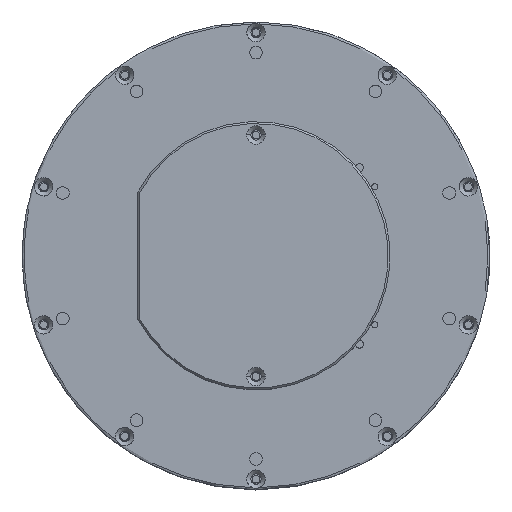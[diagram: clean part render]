
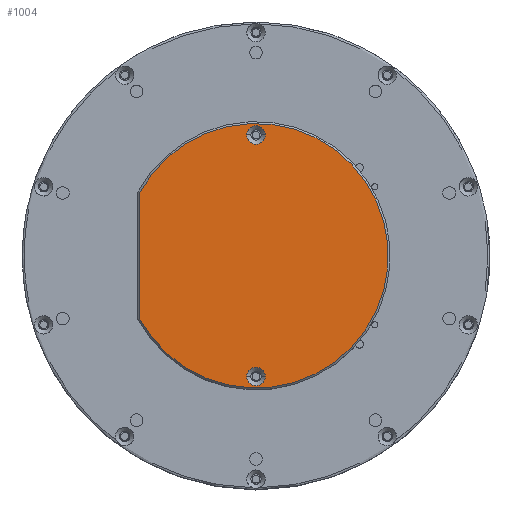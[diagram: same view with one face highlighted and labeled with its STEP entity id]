
A CAD part, top view. The second image highlights one B-rep face of the part: STEP entity #1004.
In plain terms, the highlighted planar face has unit normal (0, 0, 1).
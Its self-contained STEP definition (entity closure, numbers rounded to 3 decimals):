
#440=PLANE('',#6922);
#1004=ADVANCED_FACE('',(#2084,#2085,#2086),#440,.F.);
#1431=LINE('',#11372,#1668);
#1668=VECTOR('',#8822,1.);
#2084=FACE_BOUND('',#2693,.T.);
#2085=FACE_BOUND('',#2694,.T.);
#2086=FACE_BOUND('',#2695,.T.);
#2693=EDGE_LOOP('',(#4207,#4208));
#2694=EDGE_LOOP('',(#4209,#4210));
#2695=EDGE_LOOP('',(#4211,#4212));
#4207=ORIENTED_EDGE('',*,*,#5498,.T.);
#4208=ORIENTED_EDGE('',*,*,#5496,.T.);
#4209=ORIENTED_EDGE('',*,*,#5577,.T.);
#4210=ORIENTED_EDGE('',*,*,#5576,.T.);
#4211=ORIENTED_EDGE('',*,*,#5573,.F.);
#4212=ORIENTED_EDGE('',*,*,#5571,.F.);
#4759=VERTEX_POINT('',#11202);
#4761=VERTEX_POINT('',#11206);
#4810=VERTEX_POINT('',#11355);
#4811=VERTEX_POINT('',#11357);
#4812=VERTEX_POINT('',#11366);
#4813=VERTEX_POINT('',#11371);
#5496=EDGE_CURVE('',#4759,#4761,#6013,.T.);
#5498=EDGE_CURVE('',#4761,#4759,#6015,.T.);
#5571=EDGE_CURVE('',#4810,#4811,#6039,.T.);
#5573=EDGE_CURVE('',#4811,#4810,#6040,.T.);
#5576=EDGE_CURVE('',#4812,#4813,#1431,.T.);
#5577=EDGE_CURVE('',#4813,#4812,#6041,.T.);
#6013=CIRCLE('',#6864,2.4);
#6015=CIRCLE('',#6867,2.4);
#6039=CIRCLE('',#6915,2.4);
#6040=CIRCLE('',#6917,2.4);
#6041=CIRCLE('',#6920,34.5);
#6864=AXIS2_PLACEMENT_3D('',#11207,#8662,#8663);
#6867=AXIS2_PLACEMENT_3D('',#11210,#8668,#8669);
#6915=AXIS2_PLACEMENT_3D('',#11356,#8813,#8814);
#6917=AXIS2_PLACEMENT_3D('',#11360,#8818,#8819);
#6920=AXIS2_PLACEMENT_3D('',#11374,#8825,#8826);
#6922=AXIS2_PLACEMENT_3D('',#11376,#8829,#8830);
#8662=DIRECTION('',(0.,0.,-1.));
#8663=DIRECTION('',(0.,-1.,0.));
#8668=DIRECTION('',(0.,0.,-1.));
#8669=DIRECTION('',(0.,-1.,0.));
#8813=DIRECTION('',(0.,0.,1.));
#8814=DIRECTION('',(0.,-1.,0.));
#8818=DIRECTION('',(0.,0.,1.));
#8819=DIRECTION('',(0.,-1.,0.));
#8822=DIRECTION('',(0.,-1.,0.));
#8825=DIRECTION('',(0.,0.,1.));
#8826=DIRECTION('',(-1.,0.,0.));
#8829=DIRECTION('',(0.,0.,-1.));
#8830=DIRECTION('',(1.,0.,0.));
#11202=CARTESIAN_POINT('',(2.4,-31.5,65.1));
#11206=CARTESIAN_POINT('',(-2.4,-31.5,65.1));
#11207=CARTESIAN_POINT('',(0.,-31.5,65.1));
#11210=CARTESIAN_POINT('',(0.,-31.5,65.1));
#11355=CARTESIAN_POINT('',(-2.4,31.5,65.1));
#11356=CARTESIAN_POINT('',(0.,31.5,65.1));
#11357=CARTESIAN_POINT('',(2.4,31.5,65.1));
#11360=CARTESIAN_POINT('',(0.,31.5,65.1));
#11366=CARTESIAN_POINT('',(-30.3,16.497,65.1));
#11371=CARTESIAN_POINT('',(-30.3,-16.497,65.1));
#11372=CARTESIAN_POINT('',(-30.3,0.,65.1));
#11374=CARTESIAN_POINT('',(0.,0.,65.1));
#11376=CARTESIAN_POINT('',(0.,0.,65.1));
